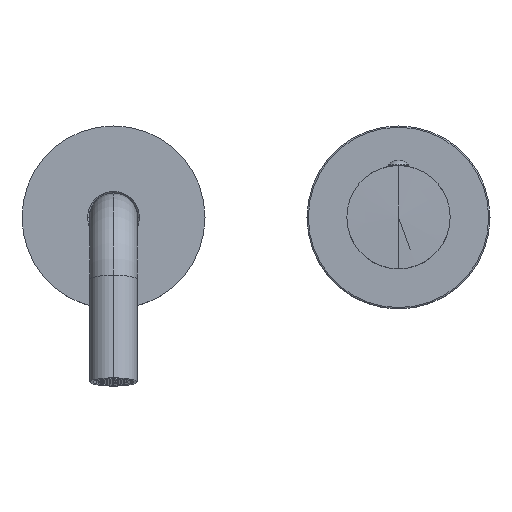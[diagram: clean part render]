
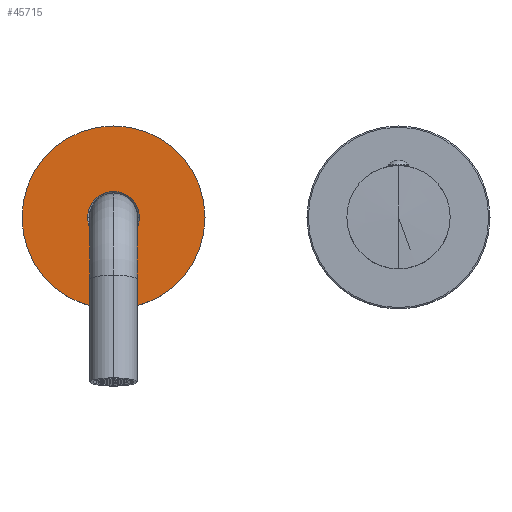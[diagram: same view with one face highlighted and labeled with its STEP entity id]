
A CAD part, top view. The second image highlights one B-rep face of the part: STEP entity #45715.
In plain terms, the highlighted planar face has unit normal (0, 0, 1).
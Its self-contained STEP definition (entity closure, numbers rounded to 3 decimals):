
#45099=CARTESIAN_POINT('',(-109.,0.,54.));
#45100=DIRECTION('',(0.,0.,1.));
#45101=DIRECTION('',(-1.,0.,0.));
#45102=AXIS2_PLACEMENT_3D('',#45099,#45100,#45101);
#45104=CARTESIAN_POINT('',(-109.,0.,54.));
#45105=DIRECTION('',(0.,0.,-1.));
#45106=DIRECTION('',(-1.,0.,0.));
#45107=AXIS2_PLACEMENT_3D('',#45104,#45105,#45106);
#45109=CARTESIAN_POINT('',(-109.,0.,54.));
#45110=DIRECTION('',(0.,0.,1.));
#45111=DIRECTION('',(-1.,0.,0.));
#45112=AXIS2_PLACEMENT_3D('',#45109,#45110,#45111);
#45114=CARTESIAN_POINT('',(-109.,0.,54.));
#45115=DIRECTION('',(0.,0.,1.));
#45116=DIRECTION('',(1.,0.,0.));
#45117=AXIS2_PLACEMENT_3D('',#45114,#45115,#45116);
#45160=CARTESIAN_POINT('',(-144.,0.,54.));
#45162=VERTEX_POINT('',#45160);
#45172=CARTESIAN_POINT('',(-74.,0.,54.));
#45174=VERTEX_POINT('',#45172);
#45203=CARTESIAN_POINT('',(-118.9,0.,54.));
#45204=CARTESIAN_POINT('',(-99.1,0.,54.));
#45205=VERTEX_POINT('',#45203);
#45206=VERTEX_POINT('',#45204);
#45702=CARTESIAN_POINT('',(-109.,0.,54.));
#45703=DIRECTION('',(0.,0.,-1.));
#45704=DIRECTION('',(1.,0.,0.));
#45705=AXIS2_PLACEMENT_3D('',#45702,#45703,#45704);
#45706=PLANE('',#45705);
#45707=ORIENTED_EDGE('',*,*,#45688,.F.);
#45708=ORIENTED_EDGE('',*,*,#45670,.T.);
#45709=EDGE_LOOP('',(#45707,#45708));
#45710=FACE_OUTER_BOUND('',#45709,.F.);
#45711=ORIENTED_EDGE('',*,*,#45254,.T.);
#45712=ORIENTED_EDGE('',*,*,#45276,.T.);
#45713=EDGE_LOOP('',(#45711,#45712));
#45714=FACE_BOUND('',#45713,.F.);
#45715=ADVANCED_FACE('',(#45710,#45714),#45706,.F.);
#45103=CIRCLE('',#45102,35.);
#45108=CIRCLE('',#45107,35.);
#45113=CIRCLE('',#45112,9.9);
#45118=CIRCLE('',#45117,9.9);
#45254=EDGE_CURVE('',#45205,#45206,#45113,.T.);
#45276=EDGE_CURVE('',#45206,#45205,#45118,.T.);
#45670=EDGE_CURVE('',#45162,#45174,#45108,.T.);
#45688=EDGE_CURVE('',#45162,#45174,#45103,.T.);
